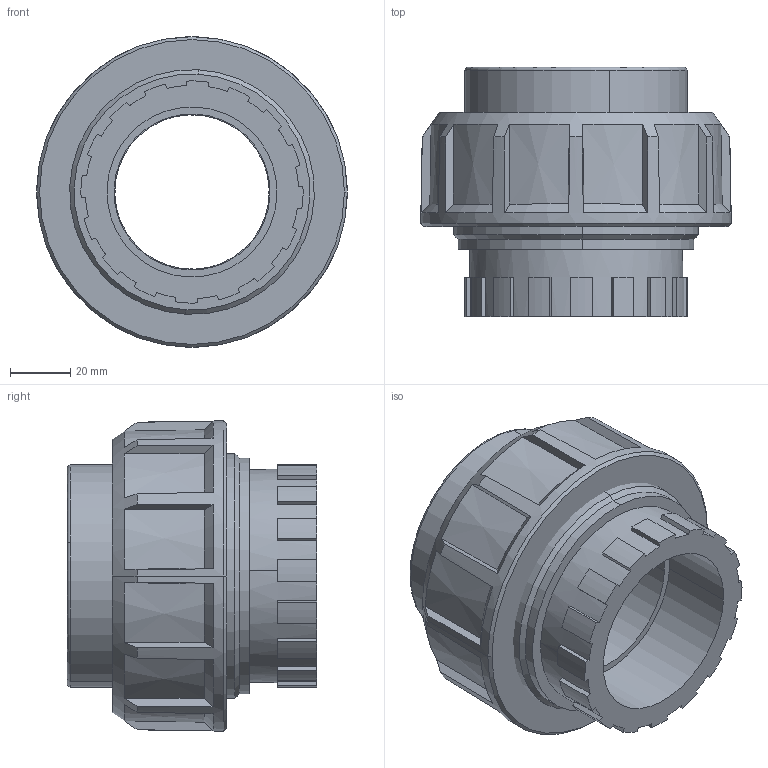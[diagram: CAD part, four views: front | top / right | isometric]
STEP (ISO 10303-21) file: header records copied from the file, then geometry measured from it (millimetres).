
FILE_DESCRIPTION(('STEP AP214'),'1');
FILE_NAME('bifgm063200e.stp','2018-02-12T14:19:41',('TraceParts'),('TraceParts S.A.'),'Spatial InterOp 3D',' ',' ');
FILE_SCHEMA(('automotive_design'));
Length unit declared in the file: millimetre
Products named in the file (3): bifgm063200e_1; bifgm063200e_2; bifgm063200e_3
Bounding box: 103.47 x 83 x 103.47 mm (x, y, z)
Volume: 272869.1 mm3; surface area: 77568.6 mm2
Topology: 3 solids, 3 shells, 175 faces, 480 edges, 318 vertices
Faces by surface type: plane 86, cylinder 43, cone 36, torus 10
Entity records: 7106 total; most frequent: CARTESIAN_POINT 1212, ORIENTED_EDGE 960, DIRECTION 946, EDGE_CURVE 480, AXIS2_PLACEMENT_3D 388, VERTEX_POINT 318, CIRCLE 210, EDGE_LOOP 188
